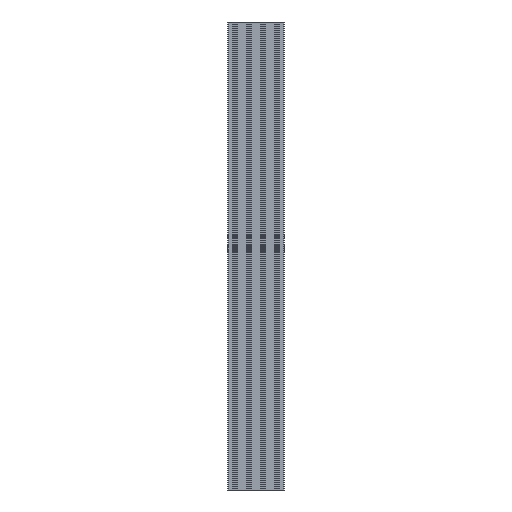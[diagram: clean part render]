
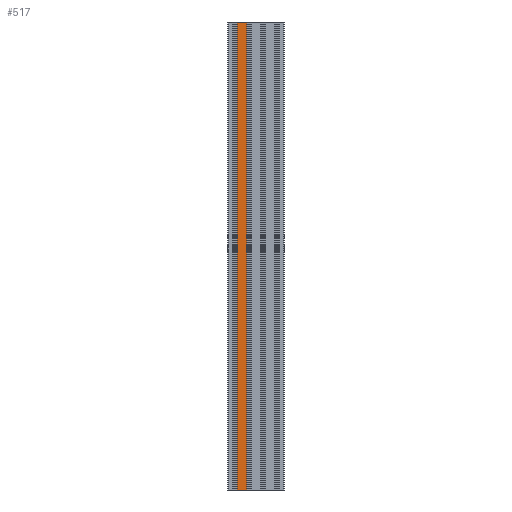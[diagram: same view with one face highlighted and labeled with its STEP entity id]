
A CAD part, front view. The second image highlights one B-rep face of the part: STEP entity #517.
In plain terms, the highlighted planar face has unit normal (0, -1, 0).
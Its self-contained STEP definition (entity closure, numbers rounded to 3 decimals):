
#144 = CARTESIAN_POINT ( 'NONE',  ( -19.7, 0., 0. ) ) ;
#254 = EDGE_CURVE ( 'NONE', #5232, #965, #1841, .T. ) ;
#279 = CARTESIAN_POINT ( 'NONE',  ( -19.7, 0., 1000. ) ) ;
#461 = DIRECTION ( 'NONE',  ( 0., 0., -1. ) ) ;
#476 = ORIENTED_EDGE ( 'NONE', *, *, #2474, .T. ) ;
#517 = ADVANCED_FACE ( 'NONE', ( #1386 ), #1502, .F. ) ;
#650 = DIRECTION ( 'NONE',  ( 0., 0., -1. ) ) ;
#691 = DIRECTION ( 'NONE',  ( -1., 0., 0. ) ) ;
#743 = DIRECTION ( 'NONE',  ( 1., 0., 0. ) ) ;
#810 = EDGE_CURVE ( 'NONE', #2782, #965, #3103, .T. ) ;
#832 = AXIS2_PLACEMENT_3D ( 'NONE', #279, #3178, #691 ) ;
#965 = VERTEX_POINT ( 'NONE', #3704 ) ;
#1091 = LINE ( 'NONE', #1884, #4294 ) ;
#1342 = VERTEX_POINT ( 'NONE', #4895 ) ;
#1386 = FACE_OUTER_BOUND ( 'NONE', #2842, .T. ) ;
#1502 = PLANE ( 'NONE',  #832 ) ;
#1575 = ORIENTED_EDGE ( 'NONE', *, *, #4815, .F. ) ;
#1841 = LINE ( 'NONE', #2523, #3801 ) ;
#1861 = VECTOR ( 'NONE', #2628, 1000. ) ;
#1884 = CARTESIAN_POINT ( 'NONE',  ( -40.3, 0., 1000. ) ) ;
#2474 = EDGE_CURVE ( 'NONE', #1342, #2782, #1091, .T. ) ;
#2523 = CARTESIAN_POINT ( 'NONE',  ( -19.7, 0., 1000. ) ) ;
#2628 = DIRECTION ( 'NONE',  ( 1., 0., 0. ) ) ;
#2782 = VERTEX_POINT ( 'NONE', #3798 ) ;
#2812 = CARTESIAN_POINT ( 'NONE',  ( -19.7, 0., 1000. ) ) ;
#2842 = EDGE_LOOP ( 'NONE', ( #3605, #3292, #1575, #476 ) ) ;
#3103 = LINE ( 'NONE', #144, #1861 ) ;
#3121 = VECTOR ( 'NONE', #743, 1000. ) ;
#3178 = DIRECTION ( 'NONE',  ( 0., 1., 0. ) ) ;
#3292 = ORIENTED_EDGE ( 'NONE', *, *, #254, .F. ) ;
#3605 = ORIENTED_EDGE ( 'NONE', *, *, #810, .T. ) ;
#3704 = CARTESIAN_POINT ( 'NONE',  ( -19.7, 0., 0. ) ) ;
#3798 = CARTESIAN_POINT ( 'NONE',  ( -40.3, 0., 0. ) ) ;
#3801 = VECTOR ( 'NONE', #461, 1000. ) ;
#4294 = VECTOR ( 'NONE', #650, 1000. ) ;
#4815 = EDGE_CURVE ( 'NONE', #1342, #5232, #5229, .T. ) ;
#4895 = CARTESIAN_POINT ( 'NONE',  ( -40.3, 0., 1000. ) ) ;
#4994 = CARTESIAN_POINT ( 'NONE',  ( -19.7, 0., 1000. ) ) ;
#5229 = LINE ( 'NONE', #2812, #3121 ) ;
#5232 = VERTEX_POINT ( 'NONE', #4994 ) ;
